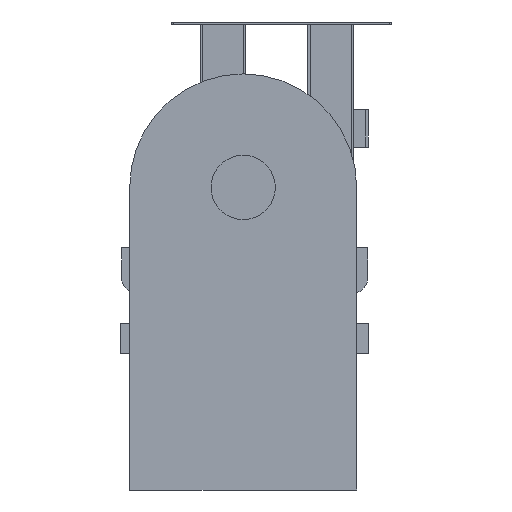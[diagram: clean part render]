
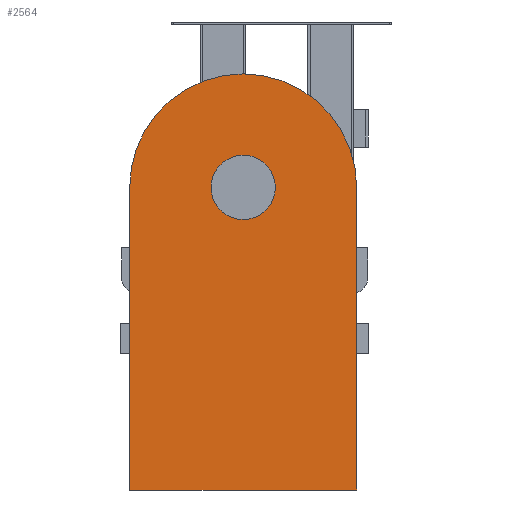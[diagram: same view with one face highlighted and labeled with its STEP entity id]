
A CAD part, front view. The second image highlights one B-rep face of the part: STEP entity #2564.
In plain terms, the highlighted face is planar.
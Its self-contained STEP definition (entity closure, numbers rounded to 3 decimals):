
#86=FACE_BOUND('',#431,.T.);
#105=CIRCLE('',#2849,150.);
#106=CIRCLE('',#2850,42.5);
#107=CIRCLE('',#2851,42.5);
#287=FACE_OUTER_BOUND('',#430,.T.);
#430=EDGE_LOOP('',(#1845,#1846,#1847,#1848));
#431=EDGE_LOOP('',(#1849,#1850));
#617=LINE('',#3901,#917);
#618=LINE('',#3903,#918);
#619=LINE('',#3904,#919);
#917=VECTOR('',#3154,10.);
#918=VECTOR('',#3155,10.);
#919=VECTOR('',#3156,10.);
#1207=VERTEX_POINT('',#3897);
#1208=VERTEX_POINT('',#3898);
#1209=VERTEX_POINT('',#3900);
#1210=VERTEX_POINT('',#3902);
#1211=VERTEX_POINT('',#3905);
#1212=VERTEX_POINT('',#3906);
#1453=EDGE_CURVE('',#1207,#1208,#105,.T.);
#1454=EDGE_CURVE('',#1209,#1207,#617,.T.);
#1455=EDGE_CURVE('',#1210,#1209,#618,.T.);
#1456=EDGE_CURVE('',#1208,#1210,#619,.T.);
#1457=EDGE_CURVE('',#1211,#1212,#106,.T.);
#1458=EDGE_CURVE('',#1212,#1211,#107,.T.);
#1845=ORIENTED_EDGE('',*,*,#1453,.F.);
#1846=ORIENTED_EDGE('',*,*,#1454,.F.);
#1847=ORIENTED_EDGE('',*,*,#1455,.F.);
#1848=ORIENTED_EDGE('',*,*,#1456,.F.);
#1849=ORIENTED_EDGE('',*,*,#1457,.T.);
#1850=ORIENTED_EDGE('',*,*,#1458,.T.);
#2443=PLANE('',#2848);
#2564=ADVANCED_FACE('',(#287,#86),#2443,.F.);
#2848=AXIS2_PLACEMENT_3D('',#3896,#3150,#3151);
#2849=AXIS2_PLACEMENT_3D('',#3899,#3152,#3153);
#2850=AXIS2_PLACEMENT_3D('',#3907,#3157,#3158);
#2851=AXIS2_PLACEMENT_3D('',#3908,#3159,#3160);
#3150=DIRECTION('center_axis',(1.,0.,0.));
#3151=DIRECTION('ref_axis',(0.,0.,-1.));
#3152=DIRECTION('center_axis',(1.,0.,0.));
#3153=DIRECTION('ref_axis',(0.,0.,-1.));
#3154=DIRECTION('',(0.,1.,0.));
#3155=DIRECTION('',(0.,0.,-1.));
#3156=DIRECTION('',(0.,-1.,0.));
#3157=DIRECTION('center_axis',(1.,0.,0.));
#3158=DIRECTION('ref_axis',(0.,1.,0.));
#3159=DIRECTION('center_axis',(1.,0.,0.));
#3160=DIRECTION('ref_axis',(0.,1.,0.));
#3896=CARTESIAN_POINT('Origin',(60.,-125.,0.));
#3897=CARTESIAN_POINT('',(60.,0.,-150.));
#3898=CARTESIAN_POINT('',(60.,0.,150.));
#3899=CARTESIAN_POINT('Origin',(60.,0.,0.));
#3900=CARTESIAN_POINT('',(60.,-400.,-150.));
#3901=CARTESIAN_POINT('',(60.,-400.,-150.));
#3902=CARTESIAN_POINT('',(60.,-400.,150.));
#3903=CARTESIAN_POINT('',(60.,-400.,150.));
#3904=CARTESIAN_POINT('',(60.,0.,150.));
#3905=CARTESIAN_POINT('',(60.,-42.5,0.));
#3906=CARTESIAN_POINT('',(60.,0.,-42.5));
#3907=CARTESIAN_POINT('Origin',(60.,0.,0.));
#3908=CARTESIAN_POINT('Origin',(60.,0.,0.));
